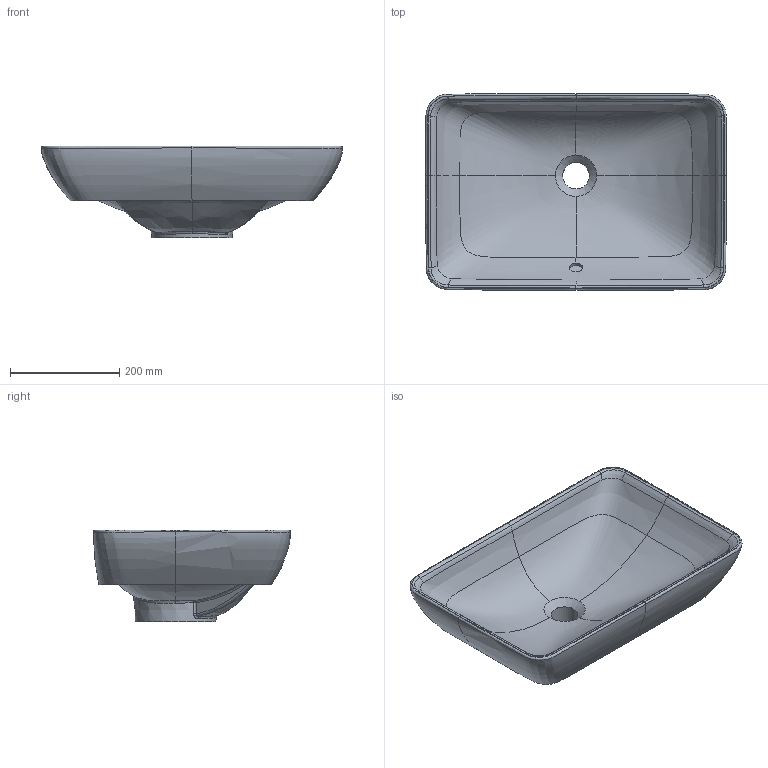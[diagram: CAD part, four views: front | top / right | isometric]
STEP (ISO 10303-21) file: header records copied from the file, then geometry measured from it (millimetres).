
FILE_DESCRIPTION(/* description */ (''),/* implementation_level */ '2;1');
FILE_NAME(/* name */ '411355_Venticello_AWT55.stp',/* time_stamp */ '2018-11-20T09:56:22+01:00',/* author */ (''),/* organization */ (''),/* preprocessor_version */ 'ST-DEVELOPER v16',/* originating_system */ 'SIEMENS PLM Software NX 10.0',/* authorisation */ '');
FILE_SCHEMA (('AUTOMOTIVE_DESIGN { 1 0 10303 214 3 1 1 1 }'));
Products named in the file (1): Sier19A4C29Dh9ub
Bounding box: 550 x 360 x 168 mm (x, y, z)
Volume: 7130009 mm3; surface area: 600630.6 mm2
Topology: 1 solids, 1 shells, 76 faces, 186 edges, 114 vertices
Faces by surface type: bspline 60, plane 9, cone 3, cylinder 2, sphere 2
Full cylindrical faces by diameter (mm): 24 x1, 48.5 x1
Entity records: 38828 total; most frequent: CARTESIAN_POINT 37594, ORIENTED_EDGE 358, EDGE_CURVE 179, B_SPLINE_CURVE_WITH_KNOTS 131, VERTEX_POINT 112, EDGE_LOOP 85, ADVANCED_FACE 76, DIRECTION 76
